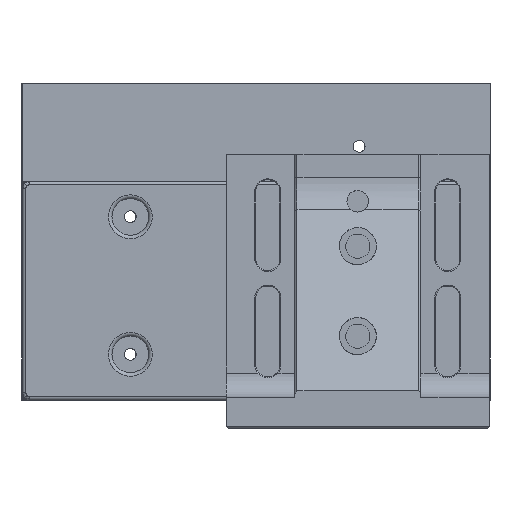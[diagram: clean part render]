
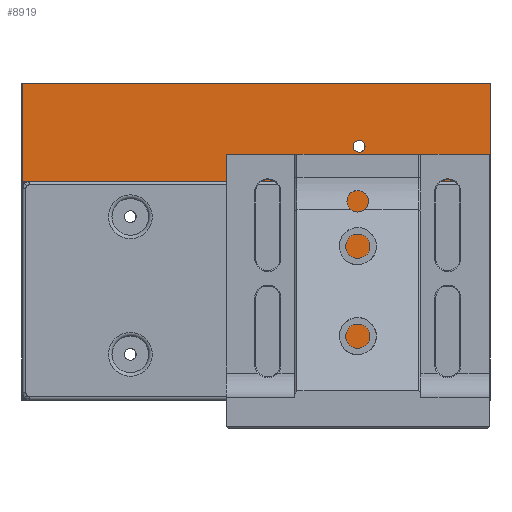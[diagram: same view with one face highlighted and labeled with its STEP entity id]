
A CAD part, left-side view. The second image highlights one B-rep face of the part: STEP entity #8919.
In plain terms, the highlighted planar face has unit normal (-1, -0.002, 0).
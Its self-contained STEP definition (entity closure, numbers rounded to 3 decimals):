
#579=FACE_BOUND('',#1433,.T.);
#580=FACE_BOUND('',#1434,.T.);
#581=FACE_BOUND('',#1435,.T.);
#582=FACE_BOUND('',#1436,.T.);
#583=FACE_BOUND('',#1437,.T.);
#584=FACE_BOUND('',#1438,.T.);
#676=CIRCLE('',#9468,1.65);
#677=CIRCLE('',#9469,1.65);
#678=CIRCLE('',#9470,1.65);
#679=CIRCLE('',#9471,1.65);
#680=CIRCLE('',#9472,1.65);
#681=CIRCLE('',#9473,1.65);
#922=FACE_OUTER_BOUND('',#1432,.T.);
#1432=EDGE_LOOP('',(#5708,#5709,#5710,#5711));
#1433=EDGE_LOOP('',(#5712));
#1434=EDGE_LOOP('',(#5713));
#1435=EDGE_LOOP('',(#5714));
#1436=EDGE_LOOP('',(#5715));
#1437=EDGE_LOOP('',(#5716));
#1438=EDGE_LOOP('',(#5717));
#2029=LINE('',#12131,#2800);
#2032=LINE('',#12136,#2803);
#2034=LINE('',#12140,#2805);
#2036=LINE('',#12143,#2807);
#2800=VECTOR('',#10106,87.9);
#2803=VECTOR('',#10111,130.);
#2805=VECTOR('',#10115,87.9);
#2807=VECTOR('',#10119,130.);
#3577=VERTEX_POINT('',#12129);
#3578=VERTEX_POINT('',#12130);
#3579=VERTEX_POINT('',#12135);
#3580=VERTEX_POINT('',#12139);
#3581=VERTEX_POINT('',#12145);
#3582=VERTEX_POINT('',#12147);
#3583=VERTEX_POINT('',#12149);
#3584=VERTEX_POINT('',#12151);
#3585=VERTEX_POINT('',#12153);
#3586=VERTEX_POINT('',#12155);
#4402=EDGE_CURVE('',#3577,#3578,#2029,.T.);
#4405=EDGE_CURVE('',#3579,#3577,#2032,.T.);
#4407=EDGE_CURVE('',#3580,#3579,#2034,.T.);
#4409=EDGE_CURVE('',#3578,#3580,#2036,.T.);
#4410=EDGE_CURVE('',#3581,#3581,#676,.T.);
#4411=EDGE_CURVE('',#3582,#3582,#677,.T.);
#4412=EDGE_CURVE('',#3583,#3583,#678,.T.);
#4413=EDGE_CURVE('',#3584,#3584,#679,.T.);
#4414=EDGE_CURVE('',#3585,#3585,#680,.T.);
#4415=EDGE_CURVE('',#3586,#3586,#681,.T.);
#5708=ORIENTED_EDGE('',*,*,#4402,.T.);
#5709=ORIENTED_EDGE('',*,*,#4409,.T.);
#5710=ORIENTED_EDGE('',*,*,#4407,.T.);
#5711=ORIENTED_EDGE('',*,*,#4405,.T.);
#5712=ORIENTED_EDGE('',*,*,#4410,.T.);
#5713=ORIENTED_EDGE('',*,*,#4411,.T.);
#5714=ORIENTED_EDGE('',*,*,#4412,.T.);
#5715=ORIENTED_EDGE('',*,*,#4413,.T.);
#5716=ORIENTED_EDGE('',*,*,#4414,.T.);
#5717=ORIENTED_EDGE('',*,*,#4415,.T.);
#8263=PLANE('',#9467);
#8919=ADVANCED_FACE('',(#922,#579,#580,#581,#582,#583,#584),#8263,.T.);
#9467=AXIS2_PLACEMENT_3D('',#12144,#10120,#10121);
#9468=AXIS2_PLACEMENT_3D('',#12146,#10122,#10123);
#9469=AXIS2_PLACEMENT_3D('',#12148,#10124,#10125);
#9470=AXIS2_PLACEMENT_3D('',#12150,#10126,#10127);
#9471=AXIS2_PLACEMENT_3D('',#12152,#10128,#10129);
#9472=AXIS2_PLACEMENT_3D('',#12154,#10130,#10131);
#9473=AXIS2_PLACEMENT_3D('',#12156,#10132,#10133);
#10106=DIRECTION('',(0.,0.,-1.));
#10111=DIRECTION('',(-0.002,1.,0.));
#10115=DIRECTION('',(0.,0.,1.));
#10119=DIRECTION('',(0.002,-1.,0.));
#10120=DIRECTION('center_axis',(-1.,-0.002,
0.));
#10121=DIRECTION('ref_axis',(0.002,-1.,0.));
#10122=DIRECTION('center_axis',(1.,0.002,0.));
#10123=DIRECTION('ref_axis',(0.,0.,
-1.));
#10124=DIRECTION('center_axis',(1.,0.002,0.));
#10125=DIRECTION('ref_axis',(0.,0.,
-1.));
#10126=DIRECTION('center_axis',(1.,0.002,0.));
#10127=DIRECTION('ref_axis',(0.,0.,
-1.));
#10128=DIRECTION('center_axis',(1.,0.002,0.));
#10129=DIRECTION('ref_axis',(0.,0.,
-1.));
#10130=DIRECTION('center_axis',(1.,0.002,0.));
#10131=DIRECTION('ref_axis',(0.,0.,
-1.));
#10132=DIRECTION('center_axis',(1.,0.002,0.));
#10133=DIRECTION('ref_axis',(0.,0.,
-1.));
#12129=CARTESIAN_POINT('',(-205.425,181.674,181.389));
#12130=CARTESIAN_POINT('',(-205.425,181.674,93.489));
#12131=CARTESIAN_POINT('',(-205.425,181.674,181.389));
#12135=CARTESIAN_POINT('',(-205.154,51.674,181.389));
#12136=CARTESIAN_POINT('',(-205.154,51.674,181.389));
#12139=CARTESIAN_POINT('',(-205.154,51.674,93.489));
#12140=CARTESIAN_POINT('',(-205.154,51.674,93.489));
#12143=CARTESIAN_POINT('',(-205.425,181.674,93.489));
#12144=CARTESIAN_POINT('Origin',(-205.289,116.674,136.389));
#12145=CARTESIAN_POINT('',(-205.362,151.674,107.839));
#12146=CARTESIAN_POINT('Origin',(-205.362,151.674,106.189));
#12147=CARTESIAN_POINT('',(-205.181,64.648,160.264));
#12148=CARTESIAN_POINT('Origin',(-205.181,64.648,158.614));
#12149=CARTESIAN_POINT('',(-205.23,88.033,165.662));
#12150=CARTESIAN_POINT('Origin',(-205.23,88.033,164.012));
#12151=CARTESIAN_POINT('',(-205.253,99.274,146.039));
#12152=CARTESIAN_POINT('Origin',(-205.253,99.274,144.389));
#12153=CARTESIAN_POINT('',(-205.362,151.674,146.039));
#12154=CARTESIAN_POINT('Origin',(-205.362,151.674,144.389));
#12155=CARTESIAN_POINT('',(-205.253,99.274,107.839));
#12156=CARTESIAN_POINT('Origin',(-205.253,99.274,106.189));
